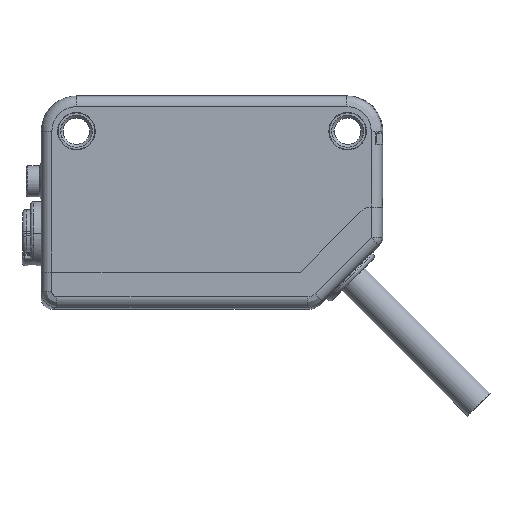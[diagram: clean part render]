
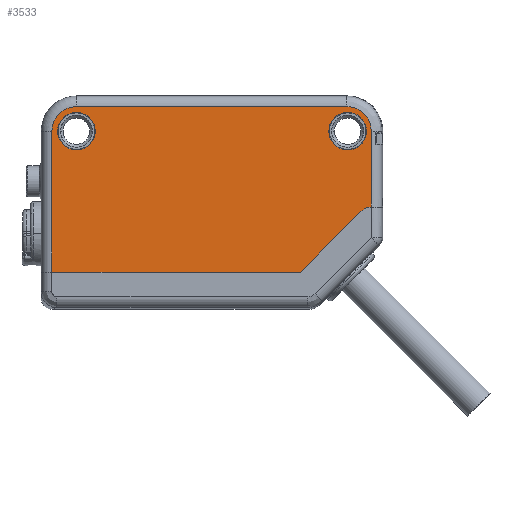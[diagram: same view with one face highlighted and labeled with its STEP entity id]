
A CAD part, left-side view. The second image highlights one B-rep face of the part: STEP entity #3533.
In plain terms, the highlighted planar face has unit normal (-1, 0, 0).
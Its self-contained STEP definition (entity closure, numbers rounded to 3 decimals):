
#356=CARTESIAN_POINT('',(-6.,12.7,6.7));
#357=DIRECTION('',(1.,0.,0.));
#358=DIRECTION('',(0.,0.,-1.));
#359=AXIS2_PLACEMENT_3D('',#356,#357,#358);
#361=CARTESIAN_POINT('',(-6.,12.7,6.7));
#362=DIRECTION('',(1.,0.,0.));
#363=DIRECTION('',(0.,0.,1.));
#364=AXIS2_PLACEMENT_3D('',#361,#362,#363);
#366=CARTESIAN_POINT('',(-6.,-12.7,6.7));
#367=DIRECTION('',(1.,0.,0.));
#368=DIRECTION('',(0.,0.,-1.));
#369=AXIS2_PLACEMENT_3D('',#366,#367,#368);
#371=CARTESIAN_POINT('',(-6.,-12.7,6.7));
#372=DIRECTION('',(1.,0.,0.));
#373=DIRECTION('',(0.,0.,1.));
#374=AXIS2_PLACEMENT_3D('',#371,#372,#373);
#376=DIRECTION('',(0.,0.,1.));
#377=VECTOR('',#376,7.103);
#378=CARTESIAN_POINT('',(-6.,-14.913,-0.403));
#379=LINE('',#378,#377);
#380=DIRECTION('',(0.,-0.707,0.707));
#381=VECTOR('',#380,8.005);
#382=CARTESIAN_POINT('',(-6.,-8.279,-6.5));
#383=LINE('',#382,#381);
#384=DIRECTION('',(0.,-1.,0.));
#385=VECTOR('',#384,23.279);
#386=CARTESIAN_POINT('',(-6.,15.,-6.5));
#387=LINE('',#386,#385);
#388=DIRECTION('',(0.,0.,-1.));
#389=VECTOR('',#388,13.2);
#390=CARTESIAN_POINT('',(-6.,15.,6.7));
#391=LINE('',#390,#389);
#392=CARTESIAN_POINT('',(-6.,12.7,6.7));
#393=DIRECTION('',(-1.,0.,0.));
#394=DIRECTION('',(0.,0.,1.));
#395=AXIS2_PLACEMENT_3D('',#392,#393,#394);
#397=DIRECTION('',(0.,1.,0.));
#398=VECTOR('',#397,25.312);
#399=CARTESIAN_POINT('',(-6.,-12.612,9.));
#400=LINE('',#399,#398);
#401=CARTESIAN_POINT('',(-6.,-14.913,6.7));
#402=CARTESIAN_POINT('',(-6.,-14.913,6.835));
#403=CARTESIAN_POINT('',(-6.,-14.889,7.1));
#404=CARTESIAN_POINT('',(-6.,-14.785,7.49));
#405=CARTESIAN_POINT('',(-6.,-14.615,7.855));
#406=CARTESIAN_POINT('',(-6.,-14.384,8.186));
#407=CARTESIAN_POINT('',(-6.,-14.098,8.471));
#408=CARTESIAN_POINT('',(-6.,-13.768,8.702));
#409=CARTESIAN_POINT('',(-6.,-13.403,8.872));
#410=CARTESIAN_POINT('',(-6.,-13.013,8.977));
#411=CARTESIAN_POINT('',(-6.,-12.747,9.));
#412=CARTESIAN_POINT('',(-6.,-12.612,9.));
#1399=CARTESIAN_POINT('',(-6.,-15.,-1.9));
#1400=DIRECTION('',(1.,0.,0.));
#1401=DIRECTION('',(0.,0.707,0.707));
#1402=AXIS2_PLACEMENT_3D('',#1399,#1400,#1401);
#2481=CARTESIAN_POINT('',(-6.,-8.279,-6.5));
#2483=VERTEX_POINT('',#2481);
#2565=VERTEX_POINT('',#401);
#2566=VERTEX_POINT('',#412);
#2569=CARTESIAN_POINT('',(-6.,12.7,9.));
#2570=VERTEX_POINT('',#2569);
#2604=CARTESIAN_POINT('',(-6.,-13.939,-0.839));
#2605=VERTEX_POINT('',#2604);
#2608=CARTESIAN_POINT('',(-6.,-14.913,-0.403));
#2609=VERTEX_POINT('',#2608);
#2618=CARTESIAN_POINT('',(-6.,-12.7,8.46));
#2619=CARTESIAN_POINT('',(-6.,-12.7,4.94));
#2620=VERTEX_POINT('',#2618);
#2621=VERTEX_POINT('',#2619);
#2622=CARTESIAN_POINT('',(-6.,12.7,8.46));
#2623=CARTESIAN_POINT('',(-6.,12.7,4.94));
#2624=VERTEX_POINT('',#2622);
#2625=VERTEX_POINT('',#2623);
#2712=CARTESIAN_POINT('',(-6.,15.,-6.5));
#2714=VERTEX_POINT('',#2712);
#2718=CARTESIAN_POINT('',(-6.,15.,6.7));
#2719=VERTEX_POINT('',#2718);
#3501=CARTESIAN_POINT('',(-6.,0.,0.));
#3502=DIRECTION('',(1.,0.,0.));
#3503=DIRECTION('',(0.,0.,-1.));
#3504=AXIS2_PLACEMENT_3D('',#3501,#3502,#3503);
#3505=PLANE('',#3504);
#3507=ORIENTED_EDGE('',*,*,#3506,.F.);
#3509=ORIENTED_EDGE('',*,*,#3508,.F.);
#3511=ORIENTED_EDGE('',*,*,#3510,.F.);
#3512=ORIENTED_EDGE('',*,*,#3451,.F.);
#3513=ORIENTED_EDGE('',*,*,#3481,.F.);
#3514=ORIENTED_EDGE('',*,*,#3491,.F.);
#3516=ORIENTED_EDGE('',*,*,#3515,.F.);
#3518=ORIENTED_EDGE('',*,*,#3517,.F.);
#3519=EDGE_LOOP('',(#3507,#3509,#3511,#3512,#3513,#3514,#3516,#3518));
#3520=FACE_OUTER_BOUND('',#3519,.F.);
#3522=ORIENTED_EDGE('',*,*,#3521,.F.);
#3524=ORIENTED_EDGE('',*,*,#3523,.F.);
#3525=EDGE_LOOP('',(#3522,#3524));
#3526=FACE_BOUND('',#3525,.F.);
#3528=ORIENTED_EDGE('',*,*,#3527,.F.);
#3530=ORIENTED_EDGE('',*,*,#3529,.F.);
#3531=EDGE_LOOP('',(#3528,#3530));
#3532=FACE_BOUND('',#3531,.F.);
#3533=ADVANCED_FACE('',(#3520,#3526,#3532),#3505,.F.);
#360=CIRCLE('',#359,1.76);
#365=CIRCLE('',#364,1.76);
#370=CIRCLE('',#369,1.76);
#375=CIRCLE('',#374,1.76);
#396=CIRCLE('',#395,2.3);
#413=B_SPLINE_CURVE_WITH_KNOTS('',3,(#401,#402,#403,#404,#405,#406,#407,#408,
#409,#410,#411,#412),.UNSPECIFIED.,.F.,.F.,(4,1,1,1,1,1,1,1,1,4),(0.,
0.111,0.222,0.333,0.444,
0.556,0.667,0.778,0.889,1.),
.UNSPECIFIED.);
#1403=CIRCLE('',#1402,1.5);
#3451=EDGE_CURVE('',#2714,#2483,#387,.T.);
#3481=EDGE_CURVE('',#2719,#2714,#391,.T.);
#3491=EDGE_CURVE('',#2570,#2719,#396,.T.);
#3506=EDGE_CURVE('',#2609,#2565,#379,.T.);
#3508=EDGE_CURVE('',#2605,#2609,#1403,.T.);
#3510=EDGE_CURVE('',#2483,#2605,#383,.T.);
#3515=EDGE_CURVE('',#2566,#2570,#400,.T.);
#3517=EDGE_CURVE('',#2565,#2566,#413,.T.);
#3521=EDGE_CURVE('',#2621,#2620,#370,.T.);
#3523=EDGE_CURVE('',#2620,#2621,#375,.T.);
#3527=EDGE_CURVE('',#2625,#2624,#360,.T.);
#3529=EDGE_CURVE('',#2624,#2625,#365,.T.);
